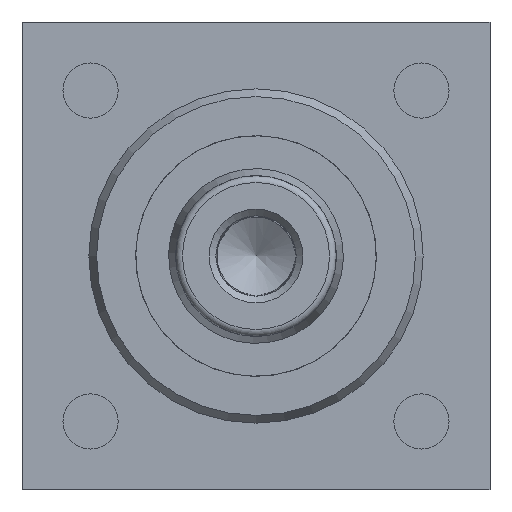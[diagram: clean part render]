
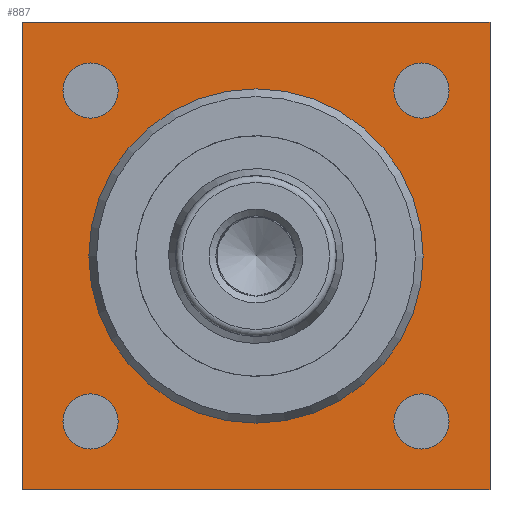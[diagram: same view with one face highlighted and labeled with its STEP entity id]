
A CAD part, left-side view. The second image highlights one B-rep face of the part: STEP entity #887.
In plain terms, the highlighted planar face has unit normal (-1, 0, 0).
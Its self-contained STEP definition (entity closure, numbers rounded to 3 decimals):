
#403=CARTESIAN_POINT('',(16.5,28.307,5.126));
#404=VERTEX_POINT('',#403);
#405=CARTESIAN_POINT('',(16.5,30.374,5.126));
#406=DIRECTION('',(1.0,0.0,0.0));
#407=DIRECTION('',(0.0,-1.0,0.0));
#408=AXIS2_PLACEMENT_3D('',#405,#406,#407);
#409=CIRCLE('',#408,2.067);
#410=EDGE_CURVE('',#404,#404,#409,.T.);
#461=CARTESIAN_POINT('',(16.5,30.374,27.807));
#462=VERTEX_POINT('',#461);
#463=CARTESIAN_POINT('',(16.5,30.374,29.874));
#464=DIRECTION('',(1.0,0.0,0.0));
#465=DIRECTION('',(0.0,0.0,-1.0));
#466=AXIS2_PLACEMENT_3D('',#463,#464,#465);
#467=CIRCLE('',#466,2.067);
#468=EDGE_CURVE('',#462,#462,#467,.T.);
#519=CARTESIAN_POINT('',(16.5,7.693,29.874));
#520=VERTEX_POINT('',#519);
#521=CARTESIAN_POINT('',(16.5,5.626,29.874));
#522=DIRECTION('',(1.0,0.0,0.0));
#523=DIRECTION('',(0.0,1.0,0.0));
#524=AXIS2_PLACEMENT_3D('',#521,#522,#523);
#525=CIRCLE('',#524,2.067);
#526=EDGE_CURVE('',#520,#520,#525,.T.);
#577=CARTESIAN_POINT('',(16.5,5.626,7.193));
#578=VERTEX_POINT('',#577);
#579=CARTESIAN_POINT('',(16.5,5.626,5.126));
#580=DIRECTION('',(1.0,0.0,0.0));
#581=DIRECTION('',(0.0,0.0,1.0));
#582=AXIS2_PLACEMENT_3D('',#579,#580,#581);
#583=CIRCLE('',#582,2.067);
#584=EDGE_CURVE('',#578,#578,#583,.T.);
#750=CARTESIAN_POINT('',(16.5,18.,30.0));
#751=VERTEX_POINT('',#750);
#752=CARTESIAN_POINT('',(16.5,18.,17.5));
#753=DIRECTION('',(-1.0,0.0,0.0));
#754=DIRECTION('',(0.0,0.0,-1.0));
#755=AXIS2_PLACEMENT_3D('',#752,#753,#754);
#756=CIRCLE('',#755,12.5);
#757=EDGE_CURVE('',#751,#751,#756,.T.);
#833=CARTESIAN_POINT('',(16.5,18.0,17.5));
#834=DIRECTION('',(1.0,0.0,0.0));
#835=DIRECTION('',(0.0,0.0,-1.0));
#836=AXIS2_PLACEMENT_3D('',#833,#834,#835);
#837=PLANE('',#836);
#838=CARTESIAN_POINT('',(16.5,35.5,35.0));
#839=VERTEX_POINT('',#838);
#840=CARTESIAN_POINT('',(16.5,0.5,35.0));
#841=VERTEX_POINT('',#840);
#842=CARTESIAN_POINT('',(16.5,35.5,35.0));
#843=DIRECTION('',(0.0,-1.0,0.0));
#844=VECTOR('',#843,35.0);
#845=LINE('',#842,#844);
#846=EDGE_CURVE('',#839,#841,#845,.T.);
#847=ORIENTED_EDGE('',*,*,#846,.F.);
#848=CARTESIAN_POINT('',(16.5,35.5,0.));
#849=VERTEX_POINT('',#848);
#850=CARTESIAN_POINT('',(16.5,35.5,0.0));
#851=DIRECTION('',(0.0,0.0,1.0));
#852=VECTOR('',#851,35.0);
#853=LINE('',#850,#852);
#854=EDGE_CURVE('',#849,#839,#853,.T.);
#855=ORIENTED_EDGE('',*,*,#854,.F.);
#856=CARTESIAN_POINT('',(16.5,0.5,0.));
#857=VERTEX_POINT('',#856);
#858=CARTESIAN_POINT('',(16.5,0.5,0.0));
#859=DIRECTION('',(0.0,1.0,0.0));
#860=VECTOR('',#859,35.0);
#861=LINE('',#858,#860);
#862=EDGE_CURVE('',#857,#849,#861,.T.);
#863=ORIENTED_EDGE('',*,*,#862,.F.);
#864=CARTESIAN_POINT('',(16.5,0.5,35.0));
#865=DIRECTION('',(0.0,0.0,-1.0));
#866=VECTOR('',#865,35.0);
#867=LINE('',#864,#866);
#868=EDGE_CURVE('',#841,#857,#867,.T.);
#869=ORIENTED_EDGE('',*,*,#868,.F.);
#870=EDGE_LOOP('',(#847,#855,#863,#869));
#871=FACE_OUTER_BOUND('',#870,.T.);
#872=ORIENTED_EDGE('',*,*,#410,.T.);
#873=EDGE_LOOP('',(#872));
#874=FACE_BOUND('',#873,.T.);
#875=ORIENTED_EDGE('',*,*,#468,.T.);
#876=EDGE_LOOP('',(#875));
#877=FACE_BOUND('',#876,.T.);
#878=ORIENTED_EDGE('',*,*,#526,.T.);
#879=EDGE_LOOP('',(#878));
#880=FACE_BOUND('',#879,.T.);
#881=ORIENTED_EDGE('',*,*,#584,.T.);
#882=EDGE_LOOP('',(#881));
#883=FACE_BOUND('',#882,.T.);
#884=ORIENTED_EDGE('',*,*,#757,.F.);
#885=EDGE_LOOP('',(#884));
#886=FACE_BOUND('',#885,.T.);
#887=ADVANCED_FACE('',(#871,#874,#877,#880,#883,#886),#837,.F.);
